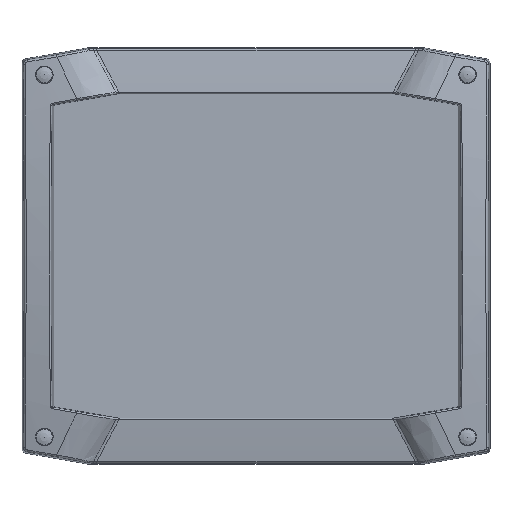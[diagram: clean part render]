
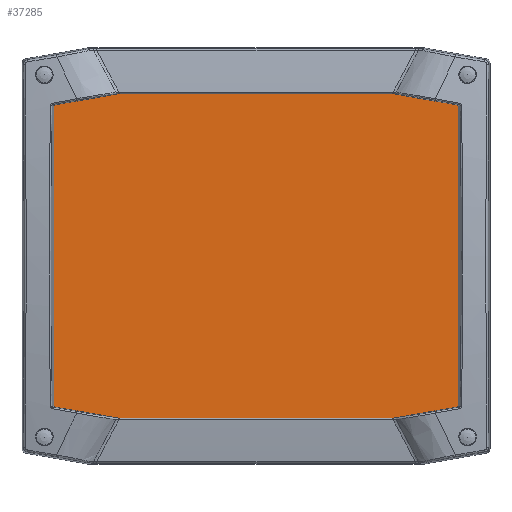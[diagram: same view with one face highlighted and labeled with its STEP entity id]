
A CAD part, top view. The second image highlights one B-rep face of the part: STEP entity #37285.
In plain terms, the highlighted planar face has unit normal (0, 0, 1).
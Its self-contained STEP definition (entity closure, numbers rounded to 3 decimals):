
#429=PLANE('',#39941);
#1201=ELLIPSE('',#39942,0.505,0.5);
#1202=ELLIPSE('',#39943,0.505,0.5);
#1203=ELLIPSE('',#39944,0.505,0.5);
#1204=ELLIPSE('',#39945,0.505,0.5);
#3098=LINE('',#61025,#5554);
#3099=LINE('',#61029,#5555);
#3100=LINE('',#61031,#5556);
#3101=LINE('',#61033,#5557);
#3102=LINE('',#61037,#5558);
#3103=LINE('',#61041,#5559);
#3104=LINE('',#61043,#5560);
#3105=LINE('',#61044,#5561);
#5554=VECTOR('',#45786,127.441);
#5555=VECTOR('',#45789,27.415);
#5556=VECTOR('',#45790,117.083);
#5557=VECTOR('',#45791,27.415);
#5558=VECTOR('',#45794,127.441);
#5559=VECTOR('',#45797,27.415);
#5560=VECTOR('',#45798,117.083);
#5561=VECTOR('',#45799,27.415);
#9799=FACE_OUTER_BOUND('',#12046,.T.);
#12046=EDGE_LOOP('',(#26574,#26575,#26576,#26577,#26578,#26579,#26580,#26581,
#26582,#26583,#26584,#26585));
#15783=VERTEX_POINT('',#61021);
#15784=VERTEX_POINT('',#61022);
#15785=VERTEX_POINT('',#61024);
#15786=VERTEX_POINT('',#61026);
#15787=VERTEX_POINT('',#61028);
#15788=VERTEX_POINT('',#61030);
#15789=VERTEX_POINT('',#61032);
#15790=VERTEX_POINT('',#61034);
#15791=VERTEX_POINT('',#61036);
#15792=VERTEX_POINT('',#61038);
#15793=VERTEX_POINT('',#61040);
#15794=VERTEX_POINT('',#61042);
#19978=EDGE_CURVE('',#15783,#15784,#1201,.T.);
#19979=EDGE_CURVE('',#15785,#15783,#3098,.T.);
#19980=EDGE_CURVE('',#15786,#15785,#1202,.T.);
#19981=EDGE_CURVE('',#15787,#15786,#3099,.T.);
#19982=EDGE_CURVE('',#15788,#15787,#3100,.T.);
#19983=EDGE_CURVE('',#15789,#15788,#3101,.T.);
#19984=EDGE_CURVE('',#15790,#15789,#1203,.T.);
#19985=EDGE_CURVE('',#15791,#15790,#3102,.T.);
#19986=EDGE_CURVE('',#15792,#15791,#1204,.T.);
#19987=EDGE_CURVE('',#15793,#15792,#3103,.T.);
#19988=EDGE_CURVE('',#15794,#15793,#3104,.T.);
#19989=EDGE_CURVE('',#15784,#15794,#3105,.T.);
#26574=ORIENTED_EDGE('',*,*,#19978,.F.);
#26575=ORIENTED_EDGE('',*,*,#19979,.F.);
#26576=ORIENTED_EDGE('',*,*,#19980,.F.);
#26577=ORIENTED_EDGE('',*,*,#19981,.F.);
#26578=ORIENTED_EDGE('',*,*,#19982,.F.);
#26579=ORIENTED_EDGE('',*,*,#19983,.F.);
#26580=ORIENTED_EDGE('',*,*,#19984,.F.);
#26581=ORIENTED_EDGE('',*,*,#19985,.F.);
#26582=ORIENTED_EDGE('',*,*,#19986,.F.);
#26583=ORIENTED_EDGE('',*,*,#19987,.F.);
#26584=ORIENTED_EDGE('',*,*,#19988,.F.);
#26585=ORIENTED_EDGE('',*,*,#19989,.F.);
#37285=ADVANCED_FACE('',(#9799),#429,.T.);
#39941=AXIS2_PLACEMENT_3D('',#61020,#45782,#45783);
#39942=AXIS2_PLACEMENT_3D('',#61023,#45784,#45785);
#39943=AXIS2_PLACEMENT_3D('',#61027,#45787,#45788);
#39944=AXIS2_PLACEMENT_3D('',#61035,#45792,#45793);
#39945=AXIS2_PLACEMENT_3D('',#61039,#45795,#45796);
#45782=DIRECTION('center_axis',(0.,0.,1.));
#45783=DIRECTION('ref_axis',(1.,0.,0.));
#45784=DIRECTION('center_axis',(0.,0.,-1.));
#45785=DIRECTION('ref_axis',(0.98,-0.198,0.));
#45786=DIRECTION('',(0.,-1.,0.));
#45787=DIRECTION('center_axis',(0.,0.,-1.));
#45788=DIRECTION('ref_axis',(0.98,0.198,0.));
#45789=DIRECTION('',(0.985,-0.174,0.));
#45790=DIRECTION('',(1.,0.,0.));
#45791=DIRECTION('',(0.985,0.174,0.));
#45792=DIRECTION('center_axis',(0.,0.,-1.));
#45793=DIRECTION('ref_axis',(-0.98,0.198,0.));
#45794=DIRECTION('',(0.,1.,0.));
#45795=DIRECTION('center_axis',(0.,0.,-1.));
#45796=DIRECTION('ref_axis',(-0.98,-0.198,0.));
#45797=DIRECTION('',(-0.985,0.174,0.));
#45798=DIRECTION('',(-1.,0.,0.));
#45799=DIRECTION('',(-0.985,-0.174,0.));
#61020=CARTESIAN_POINT('Origin',(85.954,0.,-4.15));
#61021=CARTESIAN_POINT('',(85.954,-63.721,-4.15));
#61022=CARTESIAN_POINT('',(85.54,-64.211,-4.15));
#61023=CARTESIAN_POINT('Origin',(85.449,-63.719,-4.15));
#61024=CARTESIAN_POINT('',(85.954,63.721,-4.15));
#61025=CARTESIAN_POINT('',(85.954,63.721,-4.15));
#61026=CARTESIAN_POINT('',(85.54,64.211,-4.15));
#61027=CARTESIAN_POINT('Origin',(85.449,63.719,-4.15));
#61028=CARTESIAN_POINT('',(58.541,68.972,-4.15));
#61029=CARTESIAN_POINT('',(58.541,68.972,-4.15));
#61030=CARTESIAN_POINT('',(-58.541,68.972,-4.15));
#61031=CARTESIAN_POINT('',(-58.541,68.972,-4.15));
#61032=CARTESIAN_POINT('',(-85.54,64.211,-4.15));
#61033=CARTESIAN_POINT('',(-85.54,64.211,-4.15));
#61034=CARTESIAN_POINT('',(-85.954,63.721,-4.15));
#61035=CARTESIAN_POINT('Origin',(-85.449,63.719,-4.15));
#61036=CARTESIAN_POINT('',(-85.954,-63.721,-4.15));
#61037=CARTESIAN_POINT('',(-85.954,-63.721,-4.15));
#61038=CARTESIAN_POINT('',(-85.54,-64.211,-4.15));
#61039=CARTESIAN_POINT('Origin',(-85.449,-63.719,-4.15));
#61040=CARTESIAN_POINT('',(-58.541,-68.972,-4.15));
#61041=CARTESIAN_POINT('',(-58.541,-68.972,-4.15));
#61042=CARTESIAN_POINT('',(58.541,-68.972,-4.15));
#61043=CARTESIAN_POINT('',(58.541,-68.972,-4.15));
#61044=CARTESIAN_POINT('',(85.54,-64.211,-4.15));
